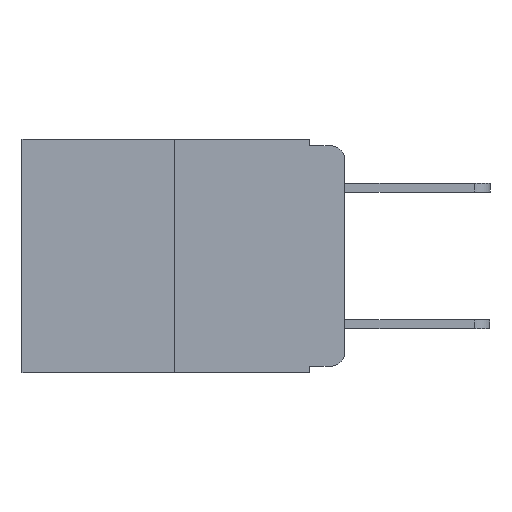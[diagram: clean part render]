
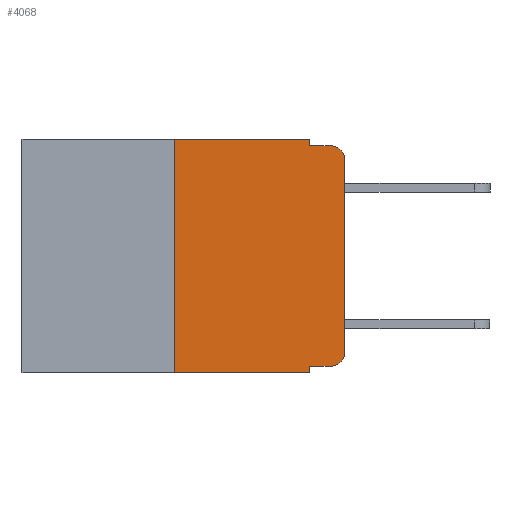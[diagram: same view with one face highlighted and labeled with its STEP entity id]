
A CAD part, left-side view. The second image highlights one B-rep face of the part: STEP entity #4068.
In plain terms, the highlighted planar face has unit normal (-1, 0, 0).
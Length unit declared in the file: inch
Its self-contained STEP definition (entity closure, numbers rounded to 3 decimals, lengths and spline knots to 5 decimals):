
#42 = ORIENTED_EDGE ( 'NONE', *, *, #8442, .F. ) ;
#459 = ORIENTED_EDGE ( 'NONE', *, *, #8458, .F. ) ;
#680 = DIRECTION ( 'NONE',  ( -1., 0., 0. ) ) ;
#753 = ORIENTED_EDGE ( 'NONE', *, *, #8353, .T. ) ;
#804 = CARTESIAN_POINT ( 'NONE',  ( 0., 0., 0. ) ) ;
#953 = ORIENTED_EDGE ( 'NONE', *, *, #5069, .T. ) ;
#1011 = ORIENTED_EDGE ( 'NONE', *, *, #8388, .T. ) ;
#1326 = EDGE_CURVE ( 'NONE', #9035, #11257, #10198, .T. ) ;
#1413 = ORIENTED_EDGE ( 'NONE', *, *, #8392, .F. ) ;
#1575 = VERTEX_POINT ( 'NONE', #4283 ) ;
#1809 = VERTEX_POINT ( 'NONE', #5009 ) ;
#1894 = CARTESIAN_POINT ( 'NONE',  ( 0., 0.02, -0.313 ) ) ;
#2004 = VECTOR ( 'NONE', #7968, 39.37008 ) ;
#2312 = CIRCLE ( 'NONE', #7307, 0.02 ) ;
#2351 = ORIENTED_EDGE ( 'NONE', *, *, #1326, .F. ) ;
#2680 = DIRECTION ( 'NONE',  ( 0., -1., 0. ) ) ;
#2902 = DIRECTION ( 'NONE',  ( 0., 0., -1. ) ) ;
#2948 = VERTEX_POINT ( 'NONE', #7806 ) ;
#3096 = CIRCLE ( 'NONE', #7929, 0.02 ) ;
#3793 = DIRECTION ( 'NONE',  ( 0., 0., -1. ) ) ;
#4068 = ADVANCED_FACE ( 'NONE', ( #5117 ), #5414, .F. ) ;
#4283 = CARTESIAN_POINT ( 'NONE',  ( 0., 0.051, -0.343 ) ) ;
#4359 = VERTEX_POINT ( 'NONE', #8613 ) ;
#4416 = ORIENTED_EDGE ( 'NONE', *, *, #8411, .F. ) ;
#4525 = CARTESIAN_POINT ( 'NONE',  ( 0., 0.051, -0.333 ) ) ;
#4630 = AXIS2_PLACEMENT_3D ( 'NONE', #7422, #4882, #6997 ) ;
#4687 = CARTESIAN_POINT ( 'NONE',  ( 0., 0.02, -0.01 ) ) ;
#4713 = ORIENTED_EDGE ( 'NONE', *, *, #8478, .T. ) ;
#4856 = VECTOR ( 'NONE', #3793, 39.37008 ) ;
#4882 = DIRECTION ( 'NONE',  ( 1., 0., 0. ) ) ;
#4904 = CARTESIAN_POINT ( 'NONE',  ( 0., 0.051, -0.01 ) ) ;
#4995 = CARTESIAN_POINT ( 'NONE',  ( 0., 0.051, -0.333 ) ) ;
#5009 = CARTESIAN_POINT ( 'NONE',  ( 0., 0.051, -0.01 ) ) ;
#5069 = EDGE_CURVE ( 'NONE', #2948, #1575, #9562, .T. ) ;
#5117 = FACE_OUTER_BOUND ( 'NONE', #8073, .T. ) ;
#5213 = LINE ( 'NONE', #4904, #11460 ) ;
#5414 = PLANE ( 'NONE',  #4630 ) ;
#5767 = VERTEX_POINT ( 'NONE', #4525 ) ;
#6080 = CARTESIAN_POINT ( 'NONE',  ( 0., 0.051, 0. ) ) ;
#6239 = ORIENTED_EDGE ( 'NONE', *, *, #8510, .T. ) ;
#6531 = LINE ( 'NONE', #804, #8452 ) ;
#6685 = CARTESIAN_POINT ( 'NONE',  ( 0., 0.25, 0. ) ) ;
#6986 = VECTOR ( 'NONE', #7973, 39.37008 ) ;
#6997 = DIRECTION ( 'NONE',  ( 0., 0., -1. ) ) ;
#7005 = CARTESIAN_POINT ( 'NONE',  ( 0., 0.02, -0.03 ) ) ;
#7286 = LINE ( 'NONE', #6080, #6986 ) ;
#7307 = AXIS2_PLACEMENT_3D ( 'NONE', #7005, #680, #7939 ) ;
#7422 = CARTESIAN_POINT ( 'NONE',  ( 0., 0.473, 0. ) ) ;
#7576 = LINE ( 'NONE', #10877, #4856 ) ;
#7806 = CARTESIAN_POINT ( 'NONE',  ( 0., 0.25, -0.343 ) ) ;
#7858 = DIRECTION ( 'NONE',  ( 0., 0., 1. ) ) ;
#7925 = CARTESIAN_POINT ( 'NONE',  ( 0., 0.051, 0. ) ) ;
#7929 = AXIS2_PLACEMENT_3D ( 'NONE', #1894, #8980, #2902 ) ;
#7939 = DIRECTION ( 'NONE',  ( 0., 0., -1. ) ) ;
#7968 = DIRECTION ( 'NONE',  ( 0., -1., 0. ) ) ;
#7973 = DIRECTION ( 'NONE',  ( 0., 0., -1. ) ) ;
#8073 = EDGE_LOOP ( 'NONE', ( #753, #1011, #1413, #4416, #2351, #42, #953, #459, #4713, #6239 ) ) ;
#8147 = VERTEX_POINT ( 'NONE', #10722 ) ;
#8149 = VECTOR ( 'NONE', #8948, 39.37008 ) ;
#8261 = VERTEX_POINT ( 'NONE', #11482 ) ;
#8353 = EDGE_CURVE ( 'NONE', #8147, #4359, #6531, .T. ) ;
#8388 = EDGE_CURVE ( 'NONE', #4359, #10061, #2312, .T. ) ;
#8392 = EDGE_CURVE ( 'NONE', #1809, #10061, #5213, .T. ) ;
#8411 = EDGE_CURVE ( 'NONE', #11257, #1809, #7576, .T. ) ;
#8442 = EDGE_CURVE ( 'NONE', #2948, #9035, #11270, .T. ) ;
#8452 = VECTOR ( 'NONE', #7858, 39.37008 ) ;
#8458 = EDGE_CURVE ( 'NONE', #5767, #1575, #7286, .T. ) ;
#8478 = EDGE_CURVE ( 'NONE', #5767, #8261, #10680, .T. ) ;
#8510 = EDGE_CURVE ( 'NONE', #8261, #8147, #3096, .T. ) ;
#8613 = CARTESIAN_POINT ( 'NONE',  ( 0., 0., -0.03 ) ) ;
#8852 = VECTOR ( 'NONE', #10949, 39.37008 ) ;
#8882 = CARTESIAN_POINT ( 'NONE',  ( 0., 0.25, 0. ) ) ;
#8948 = DIRECTION ( 'NONE',  ( 0., -1., 0. ) ) ;
#8980 = DIRECTION ( 'NONE',  ( -1., 0., 0. ) ) ;
#9035 = VERTEX_POINT ( 'NONE', #6685 ) ;
#9562 = LINE ( 'NONE', #10874, #2004 ) ;
#9621 = DIRECTION ( 'NONE',  ( 0., 0., 1. ) ) ;
#9697 = CARTESIAN_POINT ( 'NONE',  ( 0., 0.473, 0. ) ) ;
#10061 = VERTEX_POINT ( 'NONE', #4687 ) ;
#10198 = LINE ( 'NONE', #9697, #8149 ) ;
#10680 = LINE ( 'NONE', #4995, #8852 ) ;
#10722 = CARTESIAN_POINT ( 'NONE',  ( 0., 0., -0.313 ) ) ;
#10874 = CARTESIAN_POINT ( 'NONE',  ( 0., 0.473, -0.343 ) ) ;
#10877 = CARTESIAN_POINT ( 'NONE',  ( 0., 0.051, 0. ) ) ;
#10949 = DIRECTION ( 'NONE',  ( 0., -1., 0. ) ) ;
#11069 = VECTOR ( 'NONE', #9621, 39.37008 ) ;
#11257 = VERTEX_POINT ( 'NONE', #7925 ) ;
#11270 = LINE ( 'NONE', #8882, #11069 ) ;
#11460 = VECTOR ( 'NONE', #2680, 39.37008 ) ;
#11482 = CARTESIAN_POINT ( 'NONE',  ( 0., 0.02, -0.333 ) ) ;
